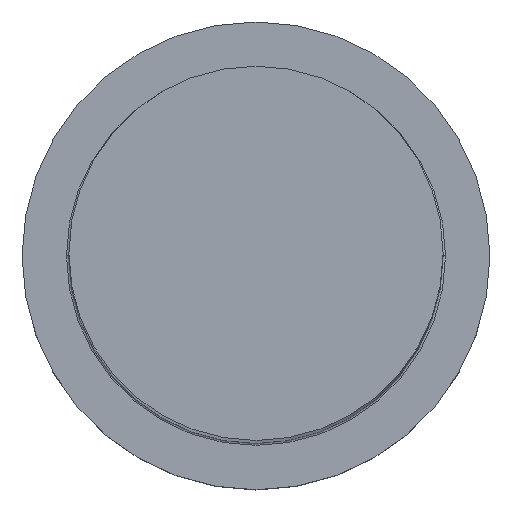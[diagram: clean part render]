
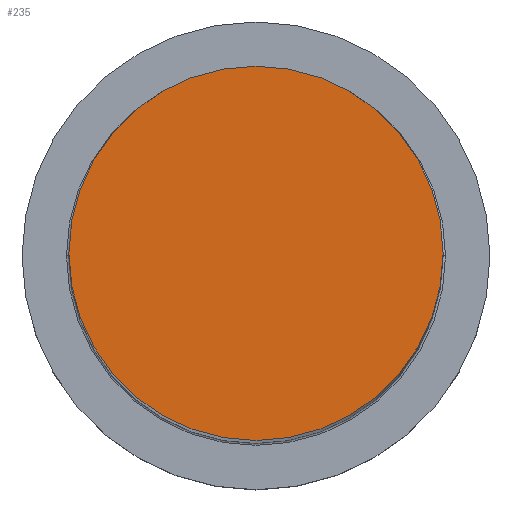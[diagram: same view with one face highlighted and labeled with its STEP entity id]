
A CAD part, top view. The second image highlights one B-rep face of the part: STEP entity #235.
In plain terms, the highlighted planar face has unit normal (0, 0, 1).
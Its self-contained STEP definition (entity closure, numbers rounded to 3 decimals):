
#4 = DIRECTION ( 'NONE',  ( 1., 0., 0. ) ) ;
#11 = AXIS2_PLACEMENT_3D ( 'NONE', #296, #89, #111 ) ;
#29 = AXIS2_PLACEMENT_3D ( 'NONE', #32, #219, #194 ) ;
#32 = CARTESIAN_POINT ( 'NONE',  ( 0., 0., 135. ) ) ;
#43 = DIRECTION ( 'NONE',  ( 0., 0., 1. ) ) ;
#52 = EDGE_CURVE ( 'NONE', #242, #140, #256, .T. ) ;
#64 = CARTESIAN_POINT ( 'NONE',  ( -16., 0., 135. ) ) ;
#89 = DIRECTION ( 'NONE',  ( 0., 0., 1. ) ) ;
#106 = EDGE_LOOP ( 'NONE', ( #248, #305 ) ) ;
#110 = AXIS2_PLACEMENT_3D ( 'NONE', #274, #43, #4 ) ;
#111 = DIRECTION ( 'NONE',  ( 1., 0., 0. ) ) ;
#140 = VERTEX_POINT ( 'NONE', #230 ) ;
#148 = CIRCLE ( 'NONE', #11, 16. ) ;
#194 = DIRECTION ( 'NONE',  ( 1., 0., 0. ) ) ;
#205 = FACE_OUTER_BOUND ( 'NONE', #106, .T. ) ;
#219 = DIRECTION ( 'NONE',  ( 0., 0., 1. ) ) ;
#230 = CARTESIAN_POINT ( 'NONE',  ( 16., 0., 135. ) ) ;
#235 = ADVANCED_FACE ( 'NONE', ( #205 ), #300, .T. ) ;
#242 = VERTEX_POINT ( 'NONE', #64 ) ;
#248 = ORIENTED_EDGE ( 'NONE', *, *, #52, .T. ) ;
#256 = CIRCLE ( 'NONE', #29, 16. ) ;
#264 = EDGE_CURVE ( 'NONE', #140, #242, #148, .T. ) ;
#274 = CARTESIAN_POINT ( 'NONE',  ( 0., 0., 135. ) ) ;
#296 = CARTESIAN_POINT ( 'NONE',  ( 0., 0., 135. ) ) ;
#300 = PLANE ( 'NONE',  #110 ) ;
#305 = ORIENTED_EDGE ( 'NONE', *, *, #264, .T. ) ;
